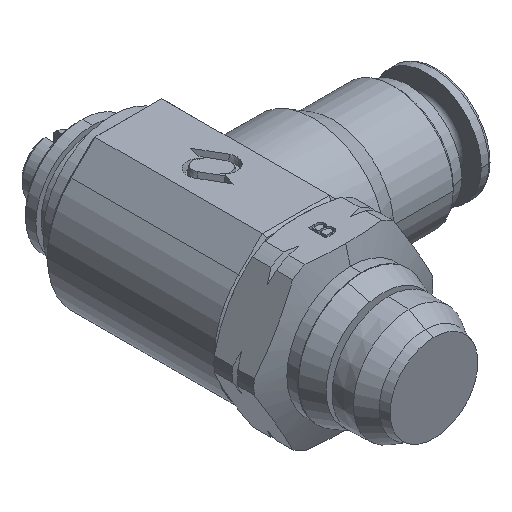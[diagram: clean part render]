
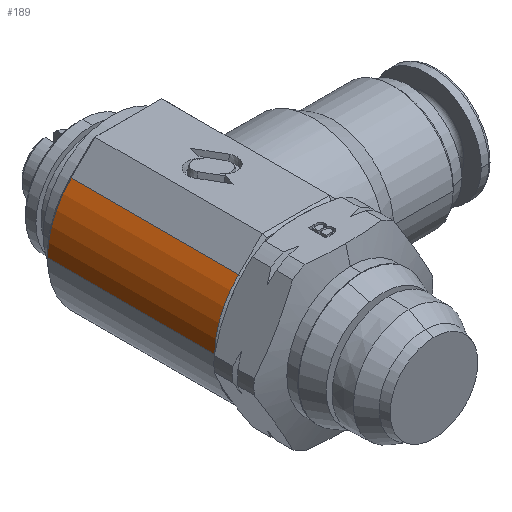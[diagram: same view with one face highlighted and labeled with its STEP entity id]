
A CAD part, isometric view. The second image highlights one B-rep face of the part: STEP entity #189.
In plain terms, the highlighted cylindrical face has radius 7 mm (diameter 14 mm), a partial arc.
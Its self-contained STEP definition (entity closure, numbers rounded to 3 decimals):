
#81 = DIRECTION ( 'NONE',  ( 0., 1., 0. ) ) ;
#93 = CARTESIAN_POINT ( 'NONE',  ( 0., 10.75, 0. ) ) ;
#189 = ADVANCED_FACE ( 'NONE', ( #3805 ), #3813, .T. ) ;
#445 = VERTEX_POINT ( 'NONE', #6970 ) ;
#463 = ORIENTED_EDGE ( 'NONE', *, *, #8878, .F. ) ;
#466 = ORIENTED_EDGE ( 'NONE', *, *, #5313, .T. ) ;
#469 = ORIENTED_EDGE ( 'NONE', *, *, #5162, .T. ) ;
#471 = ORIENTED_EDGE ( 'NONE', *, *, #5163, .T. ) ;
#482 = VERTEX_POINT ( 'NONE', #6992 ) ;
#909 = CARTESIAN_POINT ( 'NONE',  ( 0., 12., 0. ) ) ;
#910 = DIRECTION ( 'NONE',  ( 0., 1., 0. ) ) ;
#912 = DIRECTION ( 'NONE',  ( 1., 0., -0.003 ) ) ;
#2551 = LINE ( 'NONE', #4268, #2553 ) ;
#2553 = VECTOR ( 'NONE', #4267, 1000. ) ;
#2560 = CIRCLE ( 'NONE', #5020, 7. ) ;
#3235 = EDGE_LOOP ( 'NONE', ( #463, #466, #469, #471 ) ) ;
#3436 = AXIS2_PLACEMENT_3D ( 'NONE', #93, #81, #6032 ) ;
#3805 = FACE_OUTER_BOUND ( 'NONE', #3235, .T. ) ;
#3813 = CYLINDRICAL_SURFACE ( 'NONE', #3436, 7. ) ;
#3963 = CIRCLE ( 'NONE', #5050, 7. ) ;
#4267 = DIRECTION ( 'NONE',  ( 0., 1., 0. ) ) ;
#4268 = CARTESIAN_POINT ( 'NONE',  ( -4.934, 10.75, 4.965 ) ) ;
#4277 = CARTESIAN_POINT ( 'NONE',  ( 0., 26.5, 0. ) ) ;
#4278 = DIRECTION ( 'NONE',  ( 0., -1., 0. ) ) ;
#4279 = DIRECTION ( 'NONE',  ( -1., 0., 0.003 ) ) ;
#5020 = AXIS2_PLACEMENT_3D ( 'NONE', #4277, #4278, #4279 ) ;
#5050 = AXIS2_PLACEMENT_3D ( 'NONE', #909, #910, #912 ) ;
#5162 = EDGE_CURVE ( 'NONE', #8135, #8141, #2551, .T. ) ;
#5163 = EDGE_CURVE ( 'NONE', #8141, #445, #2560, .T. ) ;
#5313 = EDGE_CURVE ( 'NONE', #482, #8135, #3963, .T. ) ;
#5481 = CARTESIAN_POINT ( 'NONE',  ( -4.934, 12., 4.965 ) ) ;
#5487 = CARTESIAN_POINT ( 'NONE',  ( -4.934, 26.5, 4.965 ) ) ;
#5761 = DIRECTION ( 'NONE',  ( 0., 1., 0. ) ) ;
#5781 = CARTESIAN_POINT ( 'NONE',  ( -7., 10.75, 0.022 ) ) ;
#6032 = DIRECTION ( 'NONE',  ( -1., 0., 0.003 ) ) ;
#6728 = LINE ( 'NONE', #5781, #6735 ) ;
#6735 = VECTOR ( 'NONE', #5761, 1000. ) ;
#6970 = CARTESIAN_POINT ( 'NONE',  ( -7., 26.5, 0.022 ) ) ;
#6992 = CARTESIAN_POINT ( 'NONE',  ( -7., 12., 0.022 ) ) ;
#8135 = VERTEX_POINT ( 'NONE', #5481 ) ;
#8141 = VERTEX_POINT ( 'NONE', #5487 ) ;
#8878 = EDGE_CURVE ( 'NONE', #482, #445, #6728, .T. ) ;
